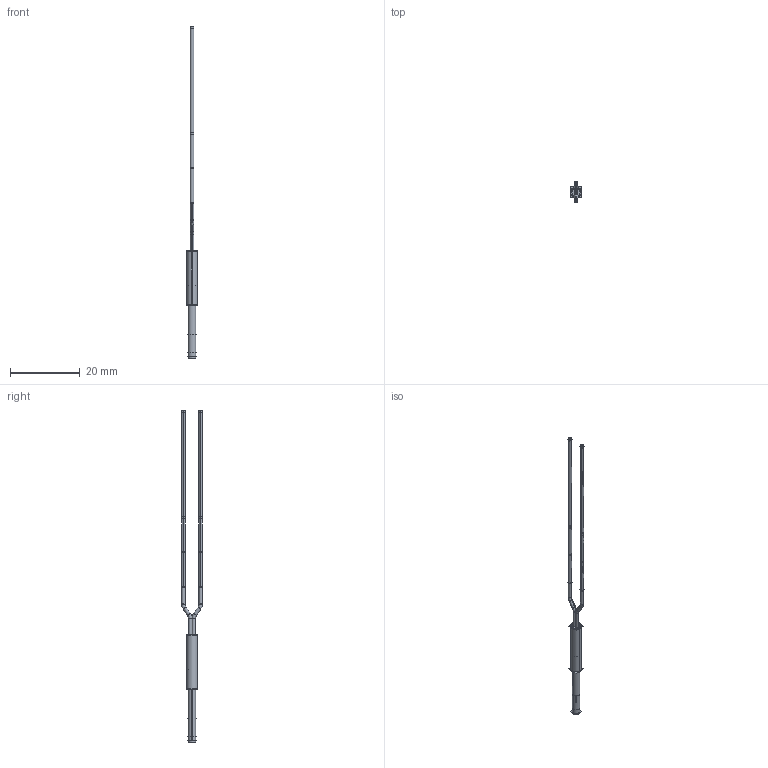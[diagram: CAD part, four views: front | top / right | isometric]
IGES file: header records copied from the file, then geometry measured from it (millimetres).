
Start section:  PTC IGES file: 193346.igs
Global section: file name: 193346.igs; native system: Creo Parametric by Parametric Technology Corporation; preprocessor: 2013230; author: pdmadmin; organization: Unknown; date: 20160302.082550; units: millimetre
Bounding box: 3.12 x 6.13 x 95.11 mm (x, y, z)
Volume: 183.2 mm3; surface area: 5772.2 mm2
Topology: 12 solids, 17 shells, 338 faces, 1778 edges, 2356 vertices
Faces by surface type: revolution 236, bspline 102
